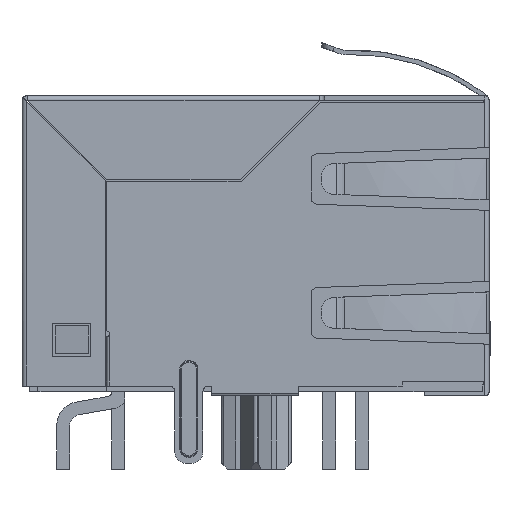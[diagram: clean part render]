
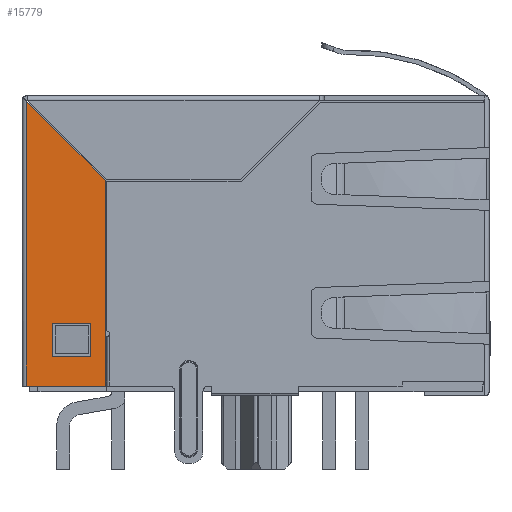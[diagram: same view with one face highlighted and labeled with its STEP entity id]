
A CAD part, left-side view. The second image highlights one B-rep face of the part: STEP entity #15779.
In plain terms, the highlighted planar face has unit normal (-1, 0, 0).
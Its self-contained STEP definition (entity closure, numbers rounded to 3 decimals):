
#640=FACE_BOUND('',#1906,.T.);
#1123=FACE_OUTER_BOUND('',#1905,.T.);
#1905=EDGE_LOOP('',(#12973,#12974,#12975,#12976));
#1906=EDGE_LOOP('',(#12977,#12978,#12979,#12980));
#3542=LINE('',#25525,#5339);
#3701=LINE('',#25847,#5498);
#3702=LINE('',#25848,#5499);
#3703=LINE('',#25849,#5500);
#3704=LINE('',#25852,#5501);
#3705=LINE('',#25854,#5502);
#3706=LINE('',#25856,#5503);
#3707=LINE('',#25857,#5504);
#5339=VECTOR('',#19785,1000.);
#5498=VECTOR('',#20064,1000.);
#5499=VECTOR('',#20065,1000.);
#5500=VECTOR('',#20066,1000.);
#5501=VECTOR('',#20067,1000.);
#5502=VECTOR('',#20068,1000.);
#5503=VECTOR('',#20069,1000.);
#5504=VECTOR('',#20070,1000.);
#7074=VERTEX_POINT('',#25522);
#7075=VERTEX_POINT('',#25524);
#7177=VERTEX_POINT('',#25845);
#7178=VERTEX_POINT('',#25846);
#7179=VERTEX_POINT('',#25850);
#7180=VERTEX_POINT('',#25851);
#7181=VERTEX_POINT('',#25853);
#7182=VERTEX_POINT('',#25855);
#9060=EDGE_CURVE('',#7075,#7074,#3542,.T.);
#9229=EDGE_CURVE('',#7177,#7178,#3701,.T.);
#9230=EDGE_CURVE('',#7178,#7075,#3702,.T.);
#9231=EDGE_CURVE('',#7074,#7177,#3703,.T.);
#9232=EDGE_CURVE('',#7179,#7180,#3704,.T.);
#9233=EDGE_CURVE('',#7180,#7181,#3705,.T.);
#9234=EDGE_CURVE('',#7181,#7182,#3706,.T.);
#9235=EDGE_CURVE('',#7182,#7179,#3707,.T.);
#12973=ORIENTED_EDGE('',*,*,#9229,.T.);
#12974=ORIENTED_EDGE('',*,*,#9230,.T.);
#12975=ORIENTED_EDGE('',*,*,#9060,.T.);
#12976=ORIENTED_EDGE('',*,*,#9231,.T.);
#12977=ORIENTED_EDGE('',*,*,#9232,.T.);
#12978=ORIENTED_EDGE('',*,*,#9233,.T.);
#12979=ORIENTED_EDGE('',*,*,#9234,.T.);
#12980=ORIENTED_EDGE('',*,*,#9235,.T.);
#14810=PLANE('',#16795);
#15779=ADVANCED_FACE('',(#1123,#640),#14810,.T.);
#16795=AXIS2_PLACEMENT_3D('',#25844,#20062,#20063);
#19785=DIRECTION('',(0.,-1.,0.));
#20062=DIRECTION('center_axis',(-1.,0.,0.));
#20063=DIRECTION('ref_axis',(0.,-1.,0.));
#20064=DIRECTION('',(0.,0.707,0.707));
#20065=DIRECTION('',(0.,0.,-1.));
#20066=DIRECTION('',(0.,0.,1.));
#20067=DIRECTION('',(0.,-1.,0.));
#20068=DIRECTION('',(0.,0.,-1.));
#20069=DIRECTION('',(0.,1.,0.));
#20070=DIRECTION('',(0.,0.,1.));
#25522=CARTESIAN_POINT('',(-8.014,6.951,0.454));
#25524=CARTESIAN_POINT('',(-8.014,10.588,0.454));
#25525=CARTESIAN_POINT('',(-8.014,10.791,0.454));
#25844=CARTESIAN_POINT('Origin',(-8.014,6.951,13.587));
#25845=CARTESIAN_POINT('',(-8.014,6.951,9.949));
#25846=CARTESIAN_POINT('',(-8.014,10.588,13.587));
#25847=CARTESIAN_POINT('',(-8.014,6.951,9.949));
#25848=CARTESIAN_POINT('',(-8.014,10.588,13.587));
#25849=CARTESIAN_POINT('',(-8.014,6.951,13.587));
#25850=CARTESIAN_POINT('',(-8.014,9.392,3.359));
#25851=CARTESIAN_POINT('',(-8.014,7.614,3.359));
#25852=CARTESIAN_POINT('',(-8.014,6.951,3.359));
#25853=CARTESIAN_POINT('',(-8.014,7.614,1.835));
#25854=CARTESIAN_POINT('',(-8.014,7.614,13.587));
#25855=CARTESIAN_POINT('',(-8.014,9.392,1.835));
#25856=CARTESIAN_POINT('',(-8.014,6.951,1.835));
#25857=CARTESIAN_POINT('',(-8.014,9.392,13.587));
